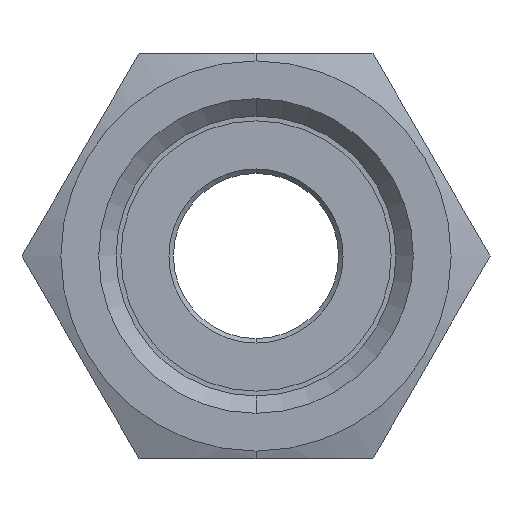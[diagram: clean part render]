
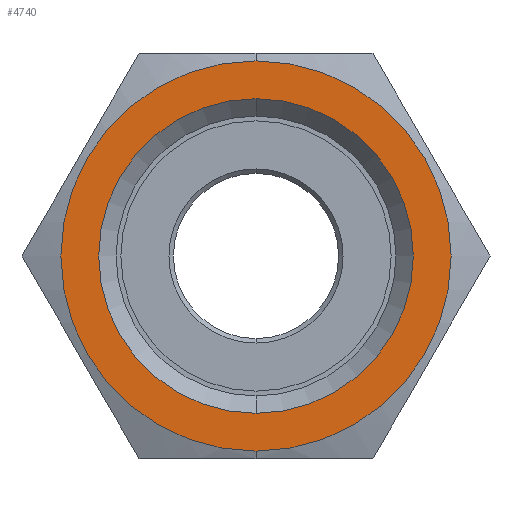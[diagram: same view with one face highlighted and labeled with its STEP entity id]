
A CAD part, left-side view. The second image highlights one B-rep face of the part: STEP entity #4740.
In plain terms, the highlighted planar face has unit normal (-1, 0, 0).
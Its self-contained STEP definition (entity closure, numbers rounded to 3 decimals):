
#1213 = DIRECTION ( 'NONE',  ( -1., 0., 0. ) ) ;
#1279 = CARTESIAN_POINT ( 'NONE',  ( -57., 0., 0. ) ) ;
#2287 = CARTESIAN_POINT ( 'NONE',  ( -57., 13., 0. ) ) ;
#2878 = AXIS2_PLACEMENT_3D ( 'NONE', #1279, #9743, #13471 ) ;
#3090 = EDGE_CURVE ( 'NONE', #5270, #13586, #4898, .T. ) ;
#3293 = FACE_OUTER_BOUND ( 'NONE', #4437, .T. ) ;
#4079 = CARTESIAN_POINT ( 'NONE',  ( -57., 0., -10.48 ) ) ;
#4332 = VERTEX_POINT ( 'NONE', #11650 ) ;
#4437 = EDGE_LOOP ( 'NONE', ( #7311, #12674 ) ) ;
#4564 = EDGE_CURVE ( 'NONE', #9918, #4332, #14696, .T. ) ;
#4635 = DIRECTION ( 'NONE',  ( 1., 0., 0. ) ) ;
#4740 = ADVANCED_FACE ( 'NONE', ( #13522, #3293 ), #13309, .F. ) ;
#4898 = CIRCLE ( 'NONE', #14813, 13. ) ;
#5270 = VERTEX_POINT ( 'NONE', #9446 ) ;
#5652 = CARTESIAN_POINT ( 'NONE',  ( -57., 0., 13. ) ) ;
#5756 = ORIENTED_EDGE ( 'NONE', *, *, #4564, .F. ) ;
#5982 = DIRECTION ( 'NONE',  ( -1., 0., 0. ) ) ;
#6527 = DIRECTION ( 'NONE',  ( 0., 0., 1. ) ) ;
#7261 = DIRECTION ( 'NONE',  ( 0., 0., 1. ) ) ;
#7286 = EDGE_LOOP ( 'NONE', ( #12290, #5756 ) ) ;
#7311 = ORIENTED_EDGE ( 'NONE', *, *, #3090, .T. ) ;
#7734 = AXIS2_PLACEMENT_3D ( 'NONE', #12096, #5982, #7261 ) ;
#7787 = EDGE_CURVE ( 'NONE', #4332, #9918, #14845, .T. ) ;
#7829 = AXIS2_PLACEMENT_3D ( 'NONE', #7955, #12816, #6527 ) ;
#7955 = CARTESIAN_POINT ( 'NONE',  ( -57., 0., 0. ) ) ;
#8482 = CARTESIAN_POINT ( 'NONE',  ( -57., 0., 0. ) ) ;
#9446 = CARTESIAN_POINT ( 'NONE',  ( -57., 0., -13. ) ) ;
#9664 = DIRECTION ( 'NONE',  ( 0., 0., 1. ) ) ;
#9743 = DIRECTION ( 'NONE',  ( -1., 0., 0. ) ) ;
#9918 = VERTEX_POINT ( 'NONE', #4079 ) ;
#10062 = AXIS2_PLACEMENT_3D ( 'NONE', #2287, #4635, #10792 ) ;
#10271 = EDGE_CURVE ( 'NONE', #13586, #5270, #11114, .T. ) ;
#10792 = DIRECTION ( 'NONE',  ( 0., 0., -1. ) ) ;
#11114 = CIRCLE ( 'NONE', #7829, 13. ) ;
#11650 = CARTESIAN_POINT ( 'NONE',  ( -57., 0., 10.48 ) ) ;
#12096 = CARTESIAN_POINT ( 'NONE',  ( -57., 0., 0. ) ) ;
#12290 = ORIENTED_EDGE ( 'NONE', *, *, #7787, .F. ) ;
#12674 = ORIENTED_EDGE ( 'NONE', *, *, #10271, .T. ) ;
#12816 = DIRECTION ( 'NONE',  ( -1., 0., 0. ) ) ;
#13309 = PLANE ( 'NONE',  #10062 ) ;
#13471 = DIRECTION ( 'NONE',  ( 0., 0., 1. ) ) ;
#13522 = FACE_BOUND ( 'NONE', #7286, .T. ) ;
#13586 = VERTEX_POINT ( 'NONE', #5652 ) ;
#14696 = CIRCLE ( 'NONE', #7734, 10.48 ) ;
#14813 = AXIS2_PLACEMENT_3D ( 'NONE', #8482, #1213, #9664 ) ;
#14845 = CIRCLE ( 'NONE', #2878, 10.48 ) ;
